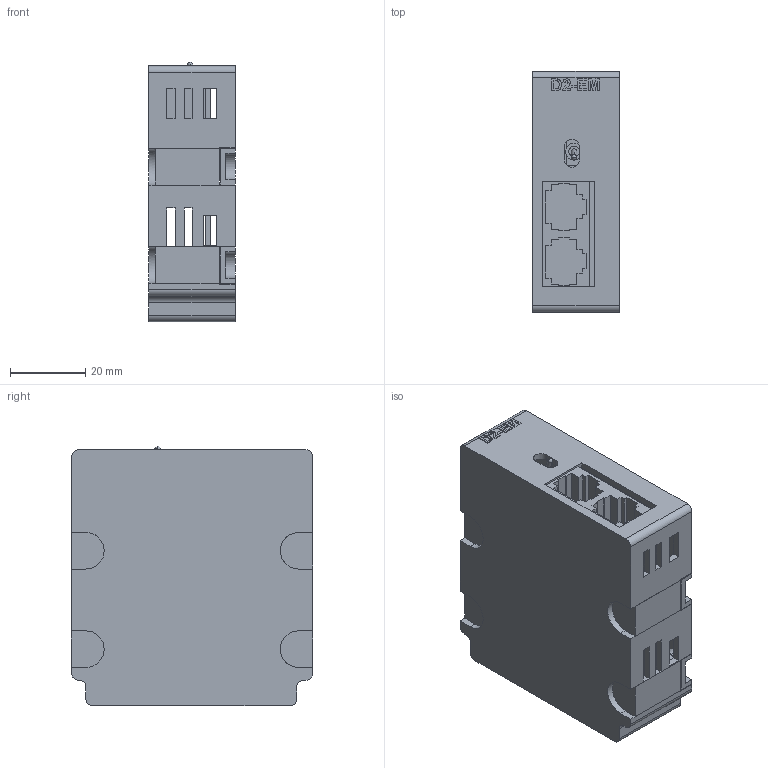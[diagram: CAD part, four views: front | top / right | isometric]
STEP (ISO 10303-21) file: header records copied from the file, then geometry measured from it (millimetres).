
FILE_DESCRIPTION (( 'STEP AP214' ), '1' );
FILE_NAME ('D2-EM_Light_NEW.STEP', '2011-02-03T15:23:28', ( ' ' ), ( ' ' ), 'SwSTEP 2.0', 'SolidWorks 2009', '' );
FILE_SCHEMA (( 'AUTOMOTIVE_DESIGN' ));
Length unit declared in the file: millimetre
Products named in the file (1): D2-EM_Light_NEW
Bounding box: 23 x 64.11 x 68.96 mm (x, y, z)
Volume: 32316.2 mm3; surface area: 37214 mm2
Topology: 4 solids, 4 shells, 356 faces, 1055 edges, 701 vertices
Faces by surface type: plane 295, cylinder 40, bspline 19, sphere 2
Entity records: 16615 total; most frequent: CARTESIAN_POINT 3087, ORIENTED_EDGE 2104, DIRECTION 1786, EDGE_CURVE 1052, VECTOR 918, LINE 918, VERTEX_POINT 699, AXIS2_PLACEMENT_3D 434
